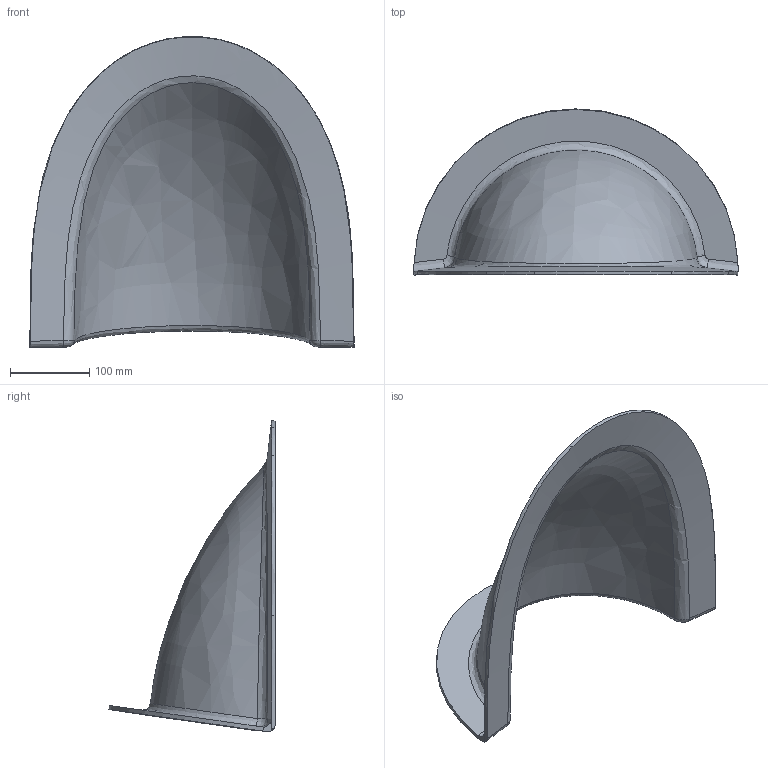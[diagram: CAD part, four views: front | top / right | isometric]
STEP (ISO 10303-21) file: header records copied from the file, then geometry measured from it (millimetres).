
FILE_DESCRIPTION(/* description */ (''),/* implementation_level */ '2;1');
FILE_NAME(/* name */ 'Ø300 long model SP240-285.stp',/* time_stamp */ '2015-10-15T09:43:58+02:00',/* author */ ('elvira'),/* organization */ (''),/* preprocessor_version */ 'ST-DEVELOPER v15.6',/* originating_system */ 'Autodesk Inventor 2015',/* authorisation */ '');
FILE_SCHEMA (('AUTOMOTIVE_DESIGN { 1 0 10303 214 3 1 1 }'));
Length unit declared in the file: millimetre
Products named in the file (1): Ø300 long model SP240-285
Bounding box: 410.11 x 210.32 x 393.17 mm (x, y, z)
Volume: 857995.2 mm3; surface area: 399269.9 mm2
Topology: 1 solids, 1 shells, 54 faces, 141 edges, 93 vertices
Faces by surface type: bspline 34, plane 14, cylinder 4, sphere 2
Full cylindrical faces by diameter (mm): 6.5 x4
Entity records: 3953 total; most frequent: CARTESIAN_POINT 2871, ORIENTED_EDGE 266, EDGE_CURVE 133, B_SPLINE_CURVE_WITH_KNOTS 103, DIRECTION 95, VERTEX_POINT 89, EDGE_LOOP 62, STYLED_ITEM 55
